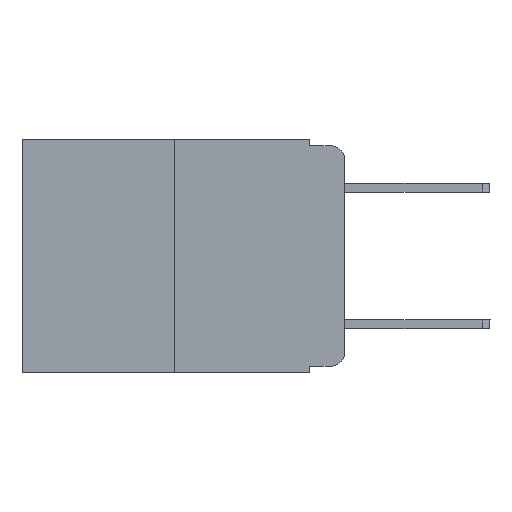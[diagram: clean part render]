
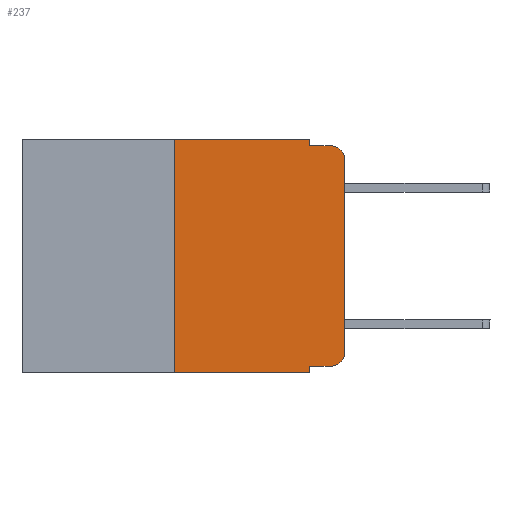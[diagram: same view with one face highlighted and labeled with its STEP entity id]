
A CAD part, left-side view. The second image highlights one B-rep face of the part: STEP entity #237.
In plain terms, the highlighted planar face has unit normal (-1, 0, 0).
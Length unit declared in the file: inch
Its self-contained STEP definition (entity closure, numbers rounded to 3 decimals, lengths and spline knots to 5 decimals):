
#20 = DIRECTION ( 'NONE',  ( 0., 0., -1. ) ) ;
#170 = CARTESIAN_POINT ( 'NONE',  ( 0., 0.02, -0.03 ) ) ;
#237 = ADVANCED_FACE ( 'NONE', ( #10671 ), #8373, .F. ) ;
#435 = DIRECTION ( 'NONE',  ( -1., 0., 0. ) ) ;
#698 = VERTEX_POINT ( 'NONE', #2619 ) ;
#820 = ORIENTED_EDGE ( 'NONE', *, *, #19992, .T. ) ;
#1143 = CARTESIAN_POINT ( 'NONE',  ( 0., 0.051, -0.01 ) ) ;
#1522 = CARTESIAN_POINT ( 'NONE',  ( 0., 0.02, -0.313 ) ) ;
#1947 = AXIS2_PLACEMENT_3D ( 'NONE', #1522, #4402, #10882 ) ;
#2102 = CARTESIAN_POINT ( 'NONE',  ( 0., 0., 0. ) ) ;
#2619 = CARTESIAN_POINT ( 'NONE',  ( 0., 0.051, -0.343 ) ) ;
#2656 = DIRECTION ( 'NONE',  ( 0., 0., 1. ) ) ;
#2744 = ORIENTED_EDGE ( 'NONE', *, *, #17515, .F. ) ;
#2985 = EDGE_CURVE ( 'NONE', #12197, #13238, #19783, .T. ) ;
#3191 = LINE ( 'NONE', #13835, #6378 ) ;
#3291 = EDGE_CURVE ( 'NONE', #15284, #6704, #15834, .T. ) ;
#3348 = EDGE_CURVE ( 'NONE', #15318, #12197, #6653, .T. ) ;
#3458 = ORIENTED_EDGE ( 'NONE', *, *, #12320, .F. ) ;
#3760 = AXIS2_PLACEMENT_3D ( 'NONE', #4929, #15745, #20 ) ;
#4402 = DIRECTION ( 'NONE',  ( -1., 0., 0. ) ) ;
#4561 = CARTESIAN_POINT ( 'NONE',  ( 0., 0.473, 0. ) ) ;
#4818 = ORIENTED_EDGE ( 'NONE', *, *, #12879, .F. ) ;
#4929 = CARTESIAN_POINT ( 'NONE',  ( 0., 0.473, 0. ) ) ;
#5108 = CARTESIAN_POINT ( 'NONE',  ( 0., 0.051, -0.333 ) ) ;
#5759 = CARTESIAN_POINT ( 'NONE',  ( 0., 0.473, -0.343 ) ) ;
#6232 = ORIENTED_EDGE ( 'NONE', *, *, #7013, .T. ) ;
#6378 = VECTOR ( 'NONE', #17014, 39.37008 ) ;
#6455 = DIRECTION ( 'NONE',  ( 0., 0., -1. ) ) ;
#6462 = AXIS2_PLACEMENT_3D ( 'NONE', #170, #435, #11449 ) ;
#6646 = DIRECTION ( 'NONE',  ( 0., -1., 0. ) ) ;
#6653 = CIRCLE ( 'NONE', #1947, 0.02 ) ;
#6704 = VERTEX_POINT ( 'NONE', #17090 ) ;
#6895 = VECTOR ( 'NONE', #16134, 39.37008 ) ;
#7013 = EDGE_CURVE ( 'NONE', #13238, #13869, #18163, .T. ) ;
#7054 = LINE ( 'NONE', #4561, #13965 ) ;
#7455 = VERTEX_POINT ( 'NONE', #9092 ) ;
#7587 = ORIENTED_EDGE ( 'NONE', *, *, #16280, .F. ) ;
#7686 = VECTOR ( 'NONE', #16916, 39.37008 ) ;
#8373 = PLANE ( 'NONE',  #3760 ) ;
#8977 = CARTESIAN_POINT ( 'NONE',  ( 0., 0.25, 0. ) ) ;
#9040 = LINE ( 'NONE', #10053, #20482 ) ;
#9046 = ORIENTED_EDGE ( 'NONE', *, *, #3348, .T. ) ;
#9092 = CARTESIAN_POINT ( 'NONE',  ( 0., 0.051, 0. ) ) ;
#10053 = CARTESIAN_POINT ( 'NONE',  ( 0., 0.051, 0. ) ) ;
#10671 = FACE_OUTER_BOUND ( 'NONE', #18861, .T. ) ;
#10824 = VECTOR ( 'NONE', #2656, 39.37008 ) ;
#10882 = DIRECTION ( 'NONE',  ( 0., 0., -1. ) ) ;
#11449 = DIRECTION ( 'NONE',  ( 0., 0., -1. ) ) ;
#12197 = VERTEX_POINT ( 'NONE', #18809 ) ;
#12320 = EDGE_CURVE ( 'NONE', #16542, #698, #19336, .T. ) ;
#12514 = DIRECTION ( 'NONE',  ( 0., -1., 0. ) ) ;
#12879 = EDGE_CURVE ( 'NONE', #19166, #13869, #3191, .T. ) ;
#13228 = CARTESIAN_POINT ( 'NONE',  ( 0., 0.02, -0.01 ) ) ;
#13238 = VERTEX_POINT ( 'NONE', #16890 ) ;
#13803 = ORIENTED_EDGE ( 'NONE', *, *, #15636, .T. ) ;
#13835 = CARTESIAN_POINT ( 'NONE',  ( 0., 0.051, -0.01 ) ) ;
#13869 = VERTEX_POINT ( 'NONE', #13228 ) ;
#13965 = VECTOR ( 'NONE', #12514, 39.37008 ) ;
#14775 = ORIENTED_EDGE ( 'NONE', *, *, #3291, .F. ) ;
#14943 = LINE ( 'NONE', #5108, #19675 ) ;
#14978 = CARTESIAN_POINT ( 'NONE',  ( 0., 0.25, -0.343 ) ) ;
#15284 = VERTEX_POINT ( 'NONE', #14978 ) ;
#15318 = VERTEX_POINT ( 'NONE', #15509 ) ;
#15509 = CARTESIAN_POINT ( 'NONE',  ( 0., 0.02, -0.333 ) ) ;
#15636 = EDGE_CURVE ( 'NONE', #16542, #15318, #14943, .T. ) ;
#15745 = DIRECTION ( 'NONE',  ( 1., 0., 0. ) ) ;
#15834 = LINE ( 'NONE', #8977, #10824 ) ;
#15846 = VECTOR ( 'NONE', #6455, 39.37008 ) ;
#15946 = CARTESIAN_POINT ( 'NONE',  ( 0., 0.051, 0. ) ) ;
#16093 = LINE ( 'NONE', #5759, #7686 ) ;
#16134 = DIRECTION ( 'NONE',  ( 0., 0., 1. ) ) ;
#16280 = EDGE_CURVE ( 'NONE', #7455, #19166, #9040, .T. ) ;
#16542 = VERTEX_POINT ( 'NONE', #19682 ) ;
#16890 = CARTESIAN_POINT ( 'NONE',  ( 0., 0., -0.03 ) ) ;
#16916 = DIRECTION ( 'NONE',  ( 0., -1., 0. ) ) ;
#17014 = DIRECTION ( 'NONE',  ( 0., -1., 0. ) ) ;
#17090 = CARTESIAN_POINT ( 'NONE',  ( 0., 0.25, 0. ) ) ;
#17515 = EDGE_CURVE ( 'NONE', #6704, #7455, #7054, .T. ) ;
#17654 = ORIENTED_EDGE ( 'NONE', *, *, #2985, .T. ) ;
#18133 = DIRECTION ( 'NONE',  ( 0., 0., -1. ) ) ;
#18163 = CIRCLE ( 'NONE', #6462, 0.02 ) ;
#18809 = CARTESIAN_POINT ( 'NONE',  ( 0., 0., -0.313 ) ) ;
#18861 = EDGE_LOOP ( 'NONE', ( #17654, #6232, #4818, #7587, #2744, #14775, #820, #3458, #13803, #9046 ) ) ;
#19166 = VERTEX_POINT ( 'NONE', #1143 ) ;
#19336 = LINE ( 'NONE', #15946, #15846 ) ;
#19675 = VECTOR ( 'NONE', #6646, 39.37008 ) ;
#19682 = CARTESIAN_POINT ( 'NONE',  ( 0., 0.051, -0.333 ) ) ;
#19783 = LINE ( 'NONE', #2102, #6895 ) ;
#19992 = EDGE_CURVE ( 'NONE', #15284, #698, #16093, .T. ) ;
#20482 = VECTOR ( 'NONE', #18133, 39.37008 ) ;
